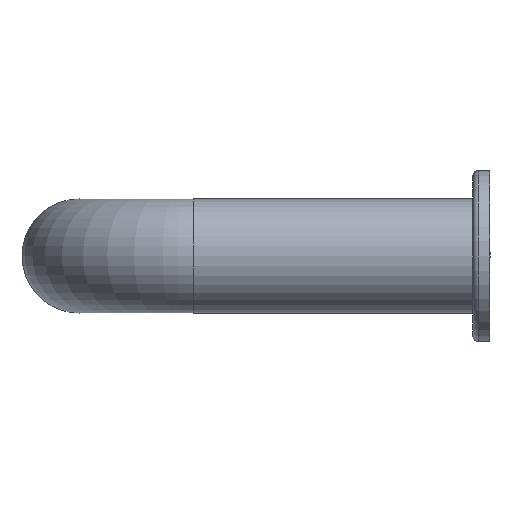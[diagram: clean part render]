
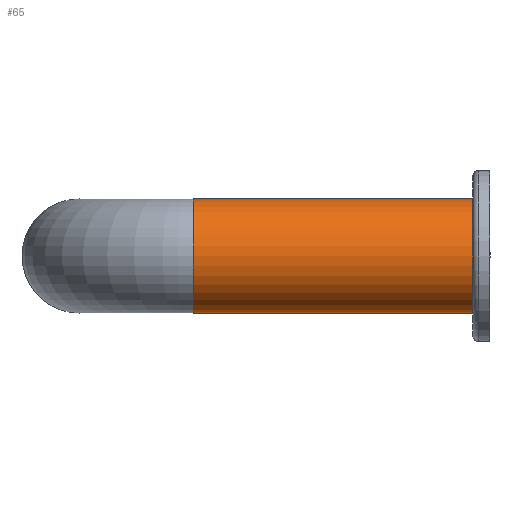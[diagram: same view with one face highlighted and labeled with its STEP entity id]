
A CAD part, left-side view. The second image highlights one B-rep face of the part: STEP entity #65.
In plain terms, the highlighted cylindrical face has radius 5 mm (diameter 10 mm), a full revolution.
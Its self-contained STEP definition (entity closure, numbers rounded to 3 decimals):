
#65 = ADVANCED_FACE( '', ( #148, #149 ), #150, .T. );
#148 = FACE_OUTER_BOUND( '', #255, .T. );
#149 = FACE_OUTER_BOUND( '', #256, .T. );
#150 = CYLINDRICAL_SURFACE( '', #257, 5. );
#255 = EDGE_LOOP( '', ( #372 ) );
#256 = EDGE_LOOP( '', ( #373 ) );
#257 = AXIS2_PLACEMENT_3D( '', #374, #375, #376 );
#372 = ORIENTED_EDGE( '', *, *, #478, .F. );
#373 = ORIENTED_EDGE( '', *, *, #491, .T. );
#374 = CARTESIAN_POINT( '', ( 5., 0., 0. ) );
#375 = DIRECTION( '', ( 0., 1., 0. ) );
#376 = DIRECTION( '', ( 0., 0., -1. ) );
#478 = EDGE_CURVE( '', #532, #532, #533, .T. );
#491 = EDGE_CURVE( '', #551, #551, #552, .T. );
#532 = VERTEX_POINT( '', #605 );
#533 = CIRCLE( '', #606, 5. );
#551 = VERTEX_POINT( '', #624 );
#552 = CIRCLE( '', #625, 5. );
#605 = CARTESIAN_POINT( '', ( 5., 1.5, -5. ) );
#606 = AXIS2_PLACEMENT_3D( '', #679, #680, #681 );
#624 = CARTESIAN_POINT( '', ( 5., 26., -5. ) );
#625 = AXIS2_PLACEMENT_3D( '', #700, #701, #702 );
#679 = CARTESIAN_POINT( '', ( 5., 1.5, 0. ) );
#680 = DIRECTION( '', ( 0., -1., 0. ) );
#681 = DIRECTION( '', ( 0., 0., -1. ) );
#700 = CARTESIAN_POINT( '', ( 5., 26., 0. ) );
#701 = DIRECTION( '', ( 0., -1., 0. ) );
#702 = DIRECTION( '', ( 0., 0., -1. ) );
